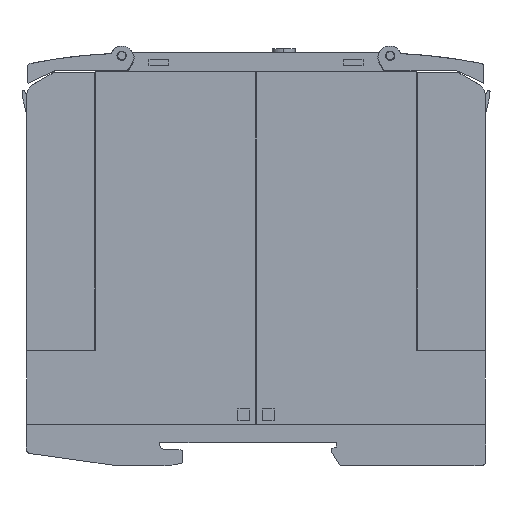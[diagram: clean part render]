
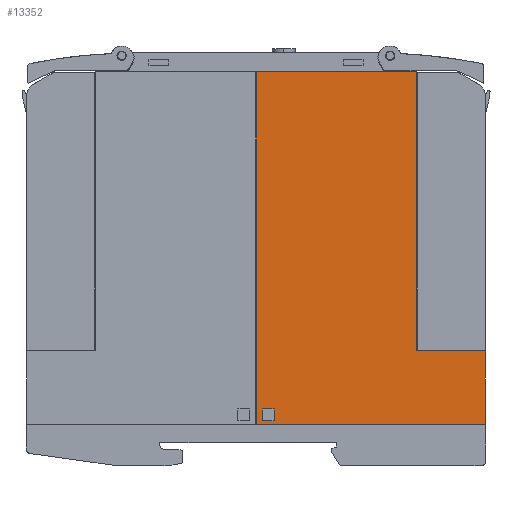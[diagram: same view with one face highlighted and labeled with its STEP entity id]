
A CAD part, left-side view. The second image highlights one B-rep face of the part: STEP entity #13352.
In plain terms, the highlighted planar face has unit normal (-1, 0, 0).
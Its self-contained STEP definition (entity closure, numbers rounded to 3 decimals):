
#13352=ADVANCED_FACE('',(#35055,#35056),#35057,.T.);
#18770=VERTEX_POINT('',#40544);
#18778=VERTEX_POINT('',#40552);
#18782=EDGE_CURVE('',#18770,#18778,#40556,.T.);
#18848=VERTEX_POINT('',#40622);
#18850=EDGE_CURVE('',#18778,#18848,#40624,.T.);
#29234=VERTEX_POINT('',#51008);
#29238=VERTEX_POINT('',#51012);
#29240=EDGE_CURVE('',#29238,#29234,#51014,.T.);
#29252=VERTEX_POINT('',#51026);
#29256=EDGE_CURVE('',#29234,#29252,#51030,.T.);
#29272=VERTEX_POINT('',#51046);
#29276=VERTEX_POINT('',#51050);
#29278=EDGE_CURVE('',#29272,#29276,#51052,.T.);
#29294=VERTEX_POINT('',#51068);
#29298=EDGE_CURVE('',#29252,#29294,#51072,.T.);
#29302=EDGE_CURVE('',#29294,#29238,#51076,.T.);
#29304=VERTEX_POINT('',#51078);
#29306=EDGE_CURVE('',#29304,#18770,#51080,.T.);
#29314=EDGE_CURVE('',#18848,#29276,#51088,.T.);
#29316=EDGE_CURVE('',#29272,#29304,#51090,.T.);
#35055=FACE_OUTER_BOUND('',#56819,.T.);
#35056=FACE_BOUND('',#56820,.T.);
#35057=PLANE('',#56821);
#40544=CARTESIAN_POINT('',(0.0,0.999,25.101));
#40552=CARTESIAN_POINT('',(0.0,16.099,25.101));
#40556=LINE('',#65830,#65831);
#40622=CARTESIAN_POINT('',(0.0,16.099,85.801));
#40624=LINE('',#65932,#65933);
#51008=CARTESIAN_POINT('',(0.0,46.999,12.401));
#51012=CARTESIAN_POINT('',(0.0,49.599,12.401));
#51014=LINE('',#82638,#82639);
#51026=CARTESIAN_POINT('',(0.0,46.999,9.801));
#51030=LINE('',#82666,#82667);
#51046=CARTESIAN_POINT('',(0.0,50.899,9.001));
#51050=CARTESIAN_POINT('',(0.0,50.899,85.801));
#51052=LINE('',#82698,#82699);
#51068=CARTESIAN_POINT('',(0.0,49.599,9.801));
#51072=LINE('',#82730,#82731);
#51076=LINE('',#82738,#82739);
#51078=CARTESIAN_POINT('',(0.0,0.999,9.001));
#51080=LINE('',#82744,#82745);
#51088=LINE('',#82758,#82759);
#51090=LINE('',#82762,#82763);
#56819=EDGE_LOOP('',(#99761,#99762,#99763,#99764,#99765,#99766));
#56820=EDGE_LOOP('',(#99767,#99768,#99769,#99770));
#56821=AXIS2_PLACEMENT_3D('',#99771,#99772,#99773);
#65830=CARTESIAN_POINT('',(0.0,4.749,25.101));
#65831=VECTOR('',#102439,1.0);
#65932=CARTESIAN_POINT('',(0.0,16.099,32.226));
#65933=VECTOR('',#102456,1.0);
#82638=CARTESIAN_POINT('',(0.0,24.649,12.401));
#82639=VECTOR('',#106428,1.0);
#82666=CARTESIAN_POINT('',(0.0,46.999,10.051));
#82667=VECTOR('',#106434,1.0);
#82698=CARTESIAN_POINT('',(0.0,50.899,9.001));
#82699=VECTOR('',#106439,1.0);
#82730=CARTESIAN_POINT('',(0.0,24.649,9.801));
#82731=VECTOR('',#106445,1.0);
#82738=CARTESIAN_POINT('',(0.0,49.599,10.051));
#82739=VECTOR('',#106447,1.0);
#82744=CARTESIAN_POINT('',(0.0,0.999,9.001));
#82745=VECTOR('',#106448,1.0);
#82758=CARTESIAN_POINT('',(0.0,50.899,85.801));
#82759=VECTOR('',#106451,1.0);
#82762=CARTESIAN_POINT('',(0.0,50.899,9.001));
#82763=VECTOR('',#106452,1.0);
#99761=ORIENTED_EDGE('',*,*,#18782,.T.);
#99762=ORIENTED_EDGE('',*,*,#18850,.T.);
#99763=ORIENTED_EDGE('',*,*,#29314,.T.);
#99764=ORIENTED_EDGE('',*,*,#29278,.F.);
#99765=ORIENTED_EDGE('',*,*,#29316,.T.);
#99766=ORIENTED_EDGE('',*,*,#29306,.T.);
#99767=ORIENTED_EDGE('',*,*,#29302,.T.);
#99768=ORIENTED_EDGE('',*,*,#29240,.T.);
#99769=ORIENTED_EDGE('',*,*,#29256,.T.);
#99770=ORIENTED_EDGE('',*,*,#29298,.T.);
#99771=CARTESIAN_POINT('',(0.0,0.999,9.001));
#99772=DIRECTION('',(-1.0,0.0,0.0));
#99773=DIRECTION('',(0.0,1.0,0.0));
#102439=DIRECTION('',(0.0,1.0,0.0));
#102456=DIRECTION('',(0.0,-0.0,1.0));
#106428=DIRECTION('',(0.0,-1.0,0.0));
#106434=DIRECTION('',(0.0,0.0,-1.0));
#106439=DIRECTION('',(0.0,0.0,1.0));
#106445=DIRECTION('',(0.0,1.0,0.0));
#106447=DIRECTION('',(0.0,-0.0,1.0));
#106448=DIRECTION('',(0.0,0.0,1.0));
#106451=DIRECTION('',(0.0,1.0,0.0));
#106452=DIRECTION('',(0.0,-1.0,0.0));
